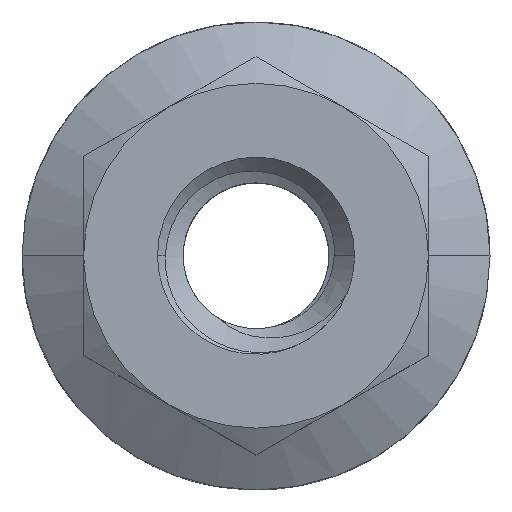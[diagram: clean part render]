
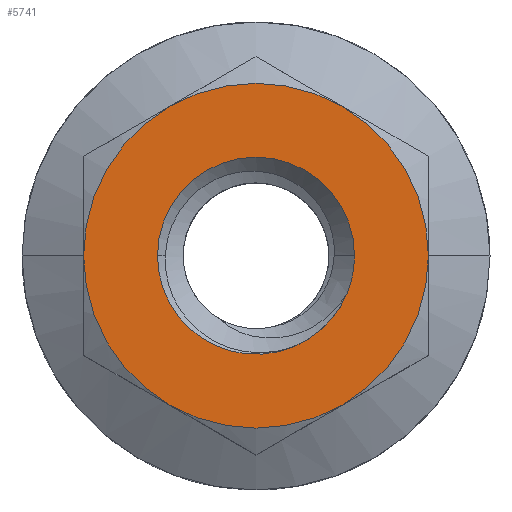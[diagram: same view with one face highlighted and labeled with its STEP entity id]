
A CAD part, top view. The second image highlights one B-rep face of the part: STEP entity #5741.
In plain terms, the highlighted planar face has unit normal (0, 0, 1).
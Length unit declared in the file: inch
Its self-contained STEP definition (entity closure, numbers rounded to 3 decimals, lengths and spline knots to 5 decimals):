
#76 = CARTESIAN_POINT ( 'NONE',  ( -0.10938, 0.18944, 0. ) ) ;
#114 = VERTEX_POINT ( 'NONE', #345 ) ;
#244 = CARTESIAN_POINT ( 'NONE',  ( 0., 0., 0. ) ) ;
#274 = EDGE_CURVE ( 'NONE', #5724, #3282, #2004, .T. ) ;
#345 = CARTESIAN_POINT ( 'NONE',  ( -0.10938, -0.18944, 0. ) ) ;
#567 = CIRCLE ( 'NONE', #5219, 0.125 ) ;
#682 = DIRECTION ( 'NONE',  ( 0., 0., 1. ) ) ;
#687 = EDGE_CURVE ( 'NONE', #114, #4465, #1866, .T. ) ;
#759 = EDGE_CURVE ( 'NONE', #4184, #4679, #567, .T. ) ;
#801 = CIRCLE ( 'NONE', #2363, 0.21875 ) ;
#867 = AXIS2_PLACEMENT_3D ( 'NONE', #1094, #4221, #3362 ) ;
#932 = DIRECTION ( 'NONE',  ( 0., 0., 1. ) ) ;
#936 = DIRECTION ( 'NONE',  ( 1., 0., 0. ) ) ;
#1063 = CARTESIAN_POINT ( 'NONE',  ( 0., 0., 0. ) ) ;
#1094 = CARTESIAN_POINT ( 'NONE',  ( 0., 0., 0. ) ) ;
#1096 = AXIS2_PLACEMENT_3D ( 'NONE', #2211, #4907, #936 ) ;
#1123 = ORIENTED_EDGE ( 'NONE', *, *, #3416, .F. ) ;
#1195 = CIRCLE ( 'NONE', #4529, 0.21875 ) ;
#1305 = DIRECTION ( 'NONE',  ( 1., 0., 0. ) ) ;
#1529 = DIRECTION ( 'NONE',  ( 0., 0., 1. ) ) ;
#1609 = CIRCLE ( 'NONE', #1096, 0.125 ) ;
#1701 = DIRECTION ( 'NONE',  ( 1., 0., 0. ) ) ;
#1752 = AXIS2_PLACEMENT_3D ( 'NONE', #2879, #1529, #1701 ) ;
#1866 = CIRCLE ( 'NONE', #867, 0.21875 ) ;
#1899 = CARTESIAN_POINT ( 'NONE',  ( 0.10937, -0.18944, 0. ) ) ;
#1923 = DIRECTION ( 'NONE',  ( 0., 0., 1. ) ) ;
#2004 = CIRCLE ( 'NONE', #4825, 0.125 ) ;
#2040 = ORIENTED_EDGE ( 'NONE', *, *, #2110, .T. ) ;
#2085 = AXIS2_PLACEMENT_3D ( 'NONE', #5154, #682, #4639 ) ;
#2105 = CARTESIAN_POINT ( 'NONE',  ( -0.125, 0., 0. ) ) ;
#2110 = EDGE_CURVE ( 'NONE', #3423, #4673, #4729, .T. ) ;
#2211 = CARTESIAN_POINT ( 'NONE',  ( 0., 0., 0. ) ) ;
#2335 = DIRECTION ( 'NONE',  ( 0., 0., 1. ) ) ;
#2363 = AXIS2_PLACEMENT_3D ( 'NONE', #4042, #932, #4964 ) ;
#2415 = CARTESIAN_POINT ( 'NONE',  ( 0., 0., 0. ) ) ;
#2557 = CARTESIAN_POINT ( 'NONE',  ( 0., 0., 0. ) ) ;
#2617 = DIRECTION ( 'NONE',  ( 0., 0., 1. ) ) ;
#2710 = ORIENTED_EDGE ( 'NONE', *, *, #687, .T. ) ;
#2768 = EDGE_CURVE ( 'NONE', #4880, #5222, #1195, .T. ) ;
#2769 = ORIENTED_EDGE ( 'NONE', *, *, #5182, .T. ) ;
#2782 = AXIS2_PLACEMENT_3D ( 'NONE', #1063, #4588, #2785 ) ;
#2785 = DIRECTION ( 'NONE',  ( 1., 0., 0. ) ) ;
#2879 = CARTESIAN_POINT ( 'NONE',  ( 0., 0.25259, 0. ) ) ;
#2895 = ORIENTED_EDGE ( 'NONE', *, *, #759, .F. ) ;
#2901 = ORIENTED_EDGE ( 'NONE', *, *, #4504, .F. ) ;
#2911 = CARTESIAN_POINT ( 'NONE',  ( 0.125, 0., 0. ) ) ;
#3081 = EDGE_LOOP ( 'NONE', ( #1123, #2895, #2901, #3846 ) ) ;
#3128 = ORIENTED_EDGE ( 'NONE', *, *, #5617, .T. ) ;
#3247 = DIRECTION ( 'NONE',  ( 1., 0., 0. ) ) ;
#3278 = DIRECTION ( 'NONE',  ( 0., 0., 1. ) ) ;
#3282 = VERTEX_POINT ( 'NONE', #2911 ) ;
#3362 = DIRECTION ( 'NONE',  ( 1., 0., 0. ) ) ;
#3416 = EDGE_CURVE ( 'NONE', #4679, #5724, #1609, .T. ) ;
#3423 = VERTEX_POINT ( 'NONE', #4472 ) ;
#3425 = CIRCLE ( 'NONE', #2782, 0.21875 ) ;
#3441 = ORIENTED_EDGE ( 'NONE', *, *, #5520, .T. ) ;
#3453 = CARTESIAN_POINT ( 'NONE',  ( -0.21875, 0., 0. ) ) ;
#3563 = CARTESIAN_POINT ( 'NONE',  ( 0., 0., 0. ) ) ;
#3598 = AXIS2_PLACEMENT_3D ( 'NONE', #244, #1923, #3247 ) ;
#3628 = AXIS2_PLACEMENT_3D ( 'NONE', #5445, #2335, #4576 ) ;
#3846 = ORIENTED_EDGE ( 'NONE', *, *, #274, .F. ) ;
#3946 = EDGE_LOOP ( 'NONE', ( #2769, #2040, #3441, #4786, #3128, #2710 ) ) ;
#4042 = CARTESIAN_POINT ( 'NONE',  ( 0., 0., 0. ) ) ;
#4184 = VERTEX_POINT ( 'NONE', #2105 ) ;
#4221 = DIRECTION ( 'NONE',  ( 0., 0., 1. ) ) ;
#4229 = PLANE ( 'NONE',  #1752 ) ;
#4365 = DIRECTION ( 'NONE',  ( 1., 0., 0. ) ) ;
#4411 = CIRCLE ( 'NONE', #2085, 0.21875 ) ;
#4465 = VERTEX_POINT ( 'NONE', #1899 ) ;
#4472 = CARTESIAN_POINT ( 'NONE',  ( 0.21875, 0., 0. ) ) ;
#4504 = EDGE_CURVE ( 'NONE', #3282, #4184, #5185, .T. ) ;
#4529 = AXIS2_PLACEMENT_3D ( 'NONE', #2415, #3278, #5118 ) ;
#4576 = DIRECTION ( 'NONE',  ( 1., 0., 0. ) ) ;
#4588 = DIRECTION ( 'NONE',  ( 0., 0., 1. ) ) ;
#4639 = DIRECTION ( 'NONE',  ( 1., 0., 0. ) ) ;
#4670 = CARTESIAN_POINT ( 'NONE',  ( 0.11548, -0.04784, 0. ) ) ;
#4673 = VERTEX_POINT ( 'NONE', #4714 ) ;
#4679 = VERTEX_POINT ( 'NONE', #5615 ) ;
#4714 = CARTESIAN_POINT ( 'NONE',  ( 0.10938, 0.18944, 0. ) ) ;
#4729 = CIRCLE ( 'NONE', #3628, 0.21875 ) ;
#4761 = DIRECTION ( 'NONE',  ( 0., 0., 1. ) ) ;
#4786 = ORIENTED_EDGE ( 'NONE', *, *, #2768, .T. ) ;
#4825 = AXIS2_PLACEMENT_3D ( 'NONE', #3563, #2617, #1305 ) ;
#4880 = VERTEX_POINT ( 'NONE', #76 ) ;
#4907 = DIRECTION ( 'NONE',  ( 0., 0., 1. ) ) ;
#4964 = DIRECTION ( 'NONE',  ( 1., 0., 0. ) ) ;
#4976 = FACE_OUTER_BOUND ( 'NONE', #3946, .T. ) ;
#5118 = DIRECTION ( 'NONE',  ( 1., 0., 0. ) ) ;
#5154 = CARTESIAN_POINT ( 'NONE',  ( 0., 0., 0. ) ) ;
#5182 = EDGE_CURVE ( 'NONE', #4465, #3423, #4411, .T. ) ;
#5185 = CIRCLE ( 'NONE', #3598, 0.125 ) ;
#5219 = AXIS2_PLACEMENT_3D ( 'NONE', #2557, #4761, #4365 ) ;
#5222 = VERTEX_POINT ( 'NONE', #3453 ) ;
#5445 = CARTESIAN_POINT ( 'NONE',  ( 0., 0., 0. ) ) ;
#5520 = EDGE_CURVE ( 'NONE', #4673, #4880, #801, .T. ) ;
#5615 = CARTESIAN_POINT ( 'NONE',  ( 0.04784, -0.11548, 0. ) ) ;
#5617 = EDGE_CURVE ( 'NONE', #5222, #114, #3425, .T. ) ;
#5663 = FACE_BOUND ( 'NONE', #3081, .T. ) ;
#5724 = VERTEX_POINT ( 'NONE', #4670 ) ;
#5741 = ADVANCED_FACE ( 'NONE', ( #5663, #4976 ), #4229, .T. ) ;
